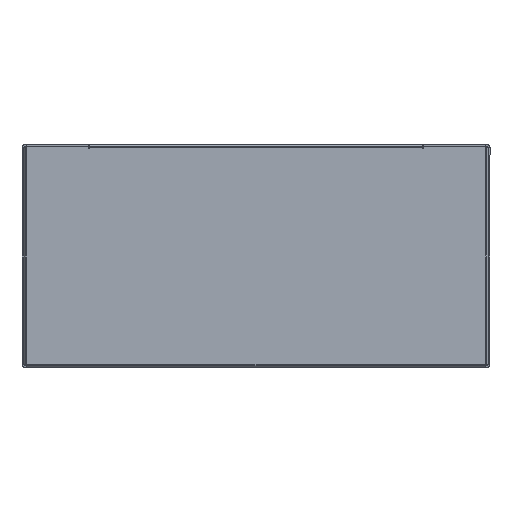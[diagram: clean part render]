
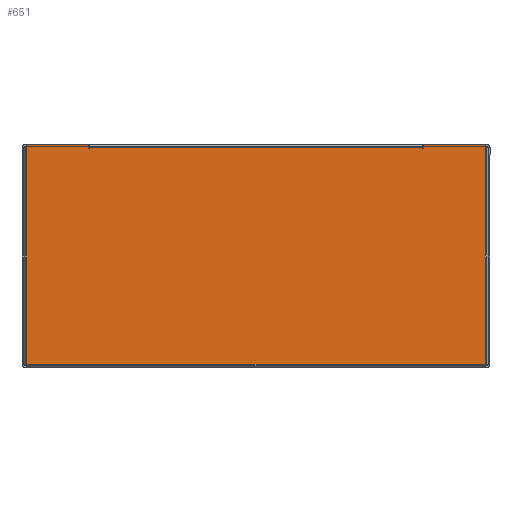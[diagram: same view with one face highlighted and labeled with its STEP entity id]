
A CAD part, front view. The second image highlights one B-rep face of the part: STEP entity #651.
In plain terms, the highlighted planar face has unit normal (0, -1, 0).
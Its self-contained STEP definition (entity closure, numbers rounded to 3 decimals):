
#106 = EDGE_CURVE ( 'NONE', #127, #1474, #14234, .T. ) ;
#127 = VERTEX_POINT ( 'NONE', #18855 ) ;
#651 = ADVANCED_FACE ( 'NONE', ( #5390 ), #13264, .F. ) ;
#764 = DIRECTION ( 'NONE',  ( 0., 0., 1. ) ) ;
#765 = VERTEX_POINT ( 'NONE', #4678 ) ;
#782 = LINE ( 'NONE', #17908, #12820 ) ;
#895 = ORIENTED_EDGE ( 'NONE', *, *, #13510, .F. ) ;
#1256 = DIRECTION ( 'NONE',  ( 1., 0., 0. ) ) ;
#1414 = LINE ( 'NONE', #15112, #17951 ) ;
#1474 = VERTEX_POINT ( 'NONE', #4441 ) ;
#1738 = ORIENTED_EDGE ( 'NONE', *, *, #2465, .T. ) ;
#1880 = LINE ( 'NONE', #3481, #17429 ) ;
#2339 = ORIENTED_EDGE ( 'NONE', *, *, #16682, .T. ) ;
#2465 = EDGE_CURVE ( 'NONE', #1474, #17666, #12722, .T. ) ;
#2535 = VERTEX_POINT ( 'NONE', #3646 ) ;
#2580 = CARTESIAN_POINT ( 'NONE',  ( 373.99, -635.5, 178.5 ) ) ;
#2751 = CARTESIAN_POINT ( 'NONE',  ( 373.99, -635.5, 0. ) ) ;
#2841 = EDGE_CURVE ( 'NONE', #9247, #2535, #10705, .T. ) ;
#2881 = VERTEX_POINT ( 'NONE', #17329 ) ;
#2987 = ORIENTED_EDGE ( 'NONE', *, *, #12632, .F. ) ;
#3199 = ORIENTED_EDGE ( 'NONE', *, *, #106, .T. ) ;
#3481 = CARTESIAN_POINT ( 'NONE',  ( 0., -635.5, 178.5 ) ) ;
#3646 = CARTESIAN_POINT ( 'NONE',  ( 54.5, -635.5, 176. ) ) ;
#3897 = EDGE_LOOP ( 'NONE', ( #10128, #10598, #11537, #14021, #2987, #10721, #895, #18503, #3199, #1738, #17181, #10299, #18453, #2339 ) ) ;
#4441 = CARTESIAN_POINT ( 'NONE',  ( 4.01, -635.5, 176. ) ) ;
#4678 = CARTESIAN_POINT ( 'NONE',  ( 373.99, -635.5, 1. ) ) ;
#4902 = EDGE_CURVE ( 'NONE', #5016, #127, #16064, .T. ) ;
#4922 = LINE ( 'NONE', #12688, #9604 ) ;
#5016 = VERTEX_POINT ( 'NONE', #13566 ) ;
#5231 = CARTESIAN_POINT ( 'NONE',  ( 53.75, -635.5, 0. ) ) ;
#5390 = FACE_OUTER_BOUND ( 'NONE', #3897, .T. ) ;
#5417 = CARTESIAN_POINT ( 'NONE',  ( 373.99, -635.5, 0. ) ) ;
#5666 = DIRECTION ( 'NONE',  ( 0., 0., 1. ) ) ;
#5753 = LINE ( 'NONE', #17943, #19219 ) ;
#5801 = CARTESIAN_POINT ( 'NONE',  ( 0., -635.5, 0. ) ) ;
#6351 = DIRECTION ( 'NONE',  ( 0., 0., -1. ) ) ;
#6449 = VERTEX_POINT ( 'NONE', #10856 ) ;
#6725 = VERTEX_POINT ( 'NONE', #2580 ) ;
#6901 = CARTESIAN_POINT ( 'NONE',  ( 324.25, -635.5, 0. ) ) ;
#6949 = VECTOR ( 'NONE', #1256, 1000. ) ;
#6970 = EDGE_CURVE ( 'NONE', #6449, #2881, #5753, .T. ) ;
#7135 = DIRECTION ( 'NONE',  ( 0., 0., 1. ) ) ;
#7346 = VECTOR ( 'NONE', #764, 1000. ) ;
#7393 = CARTESIAN_POINT ( 'NONE',  ( 0., -635.5, 175.25 ) ) ;
#7545 = DIRECTION ( 'NONE',  ( 0., 0., 1. ) ) ;
#7612 = CARTESIAN_POINT ( 'NONE',  ( 324.25, -635.5, 178.5 ) ) ;
#7757 = EDGE_CURVE ( 'NONE', #10140, #9751, #14768, .T. ) ;
#8053 = VECTOR ( 'NONE', #7135, 1000. ) ;
#8159 = VECTOR ( 'NONE', #11112, 1000. ) ;
#8401 = VERTEX_POINT ( 'NONE', #19880 ) ;
#8746 = DIRECTION ( 'NONE',  ( 0., 0., -1. ) ) ;
#8861 = CARTESIAN_POINT ( 'NONE',  ( 323.5, -635.5, 176. ) ) ;
#9247 = VERTEX_POINT ( 'NONE', #8861 ) ;
#9345 = VERTEX_POINT ( 'NONE', #12676 ) ;
#9385 = CARTESIAN_POINT ( 'NONE',  ( 324.25, -635.5, 175.25 ) ) ;
#9580 = LINE ( 'NONE', #5231, #16640 ) ;
#9604 = VECTOR ( 'NONE', #18918, 1000. ) ;
#9630 = DIRECTION ( 'NONE',  ( -1., 0., 0. ) ) ;
#9751 = VERTEX_POINT ( 'NONE', #7612 ) ;
#10128 = ORIENTED_EDGE ( 'NONE', *, *, #7757, .F. ) ;
#10140 = VERTEX_POINT ( 'NONE', #9385 ) ;
#10280 = VECTOR ( 'NONE', #18452, 1000. ) ;
#10299 = ORIENTED_EDGE ( 'NONE', *, *, #16236, .T. ) ;
#10598 = ORIENTED_EDGE ( 'NONE', *, *, #11317, .F. ) ;
#10705 = LINE ( 'NONE', #12311, #10280 ) ;
#10721 = ORIENTED_EDGE ( 'NONE', *, *, #6970, .F. ) ;
#10856 = CARTESIAN_POINT ( 'NONE',  ( 53.75, -635.5, 175.25 ) ) ;
#11112 = DIRECTION ( 'NONE',  ( 0., 0., -1. ) ) ;
#11223 = CARTESIAN_POINT ( 'NONE',  ( 4.01, -635.5, 176. ) ) ;
#11317 = EDGE_CURVE ( 'NONE', #8401, #10140, #16564, .T. ) ;
#11537 = ORIENTED_EDGE ( 'NONE', *, *, #15165, .F. ) ;
#11710 = AXIS2_PLACEMENT_3D ( 'NONE', #5801, #16370, #16174 ) ;
#11904 = DIRECTION ( 'NONE',  ( 1., 0., 0. ) ) ;
#12311 = CARTESIAN_POINT ( 'NONE',  ( 323.5, -635.5, 176. ) ) ;
#12525 = CARTESIAN_POINT ( 'NONE',  ( 4.01, -635.5, 0. ) ) ;
#12632 = EDGE_CURVE ( 'NONE', #2881, #2535, #1414, .T. ) ;
#12676 = CARTESIAN_POINT ( 'NONE',  ( 373.99, -635.5, 176. ) ) ;
#12688 = CARTESIAN_POINT ( 'NONE',  ( 4.01, -635.5, 1. ) ) ;
#12722 = LINE ( 'NONE', #11223, #13843 ) ;
#12820 = VECTOR ( 'NONE', #8746, 1000. ) ;
#12908 = VECTOR ( 'NONE', #5666, 1000. ) ;
#13264 = PLANE ( 'NONE',  #11710 ) ;
#13510 = EDGE_CURVE ( 'NONE', #5016, #6449, #9580, .T. ) ;
#13566 = CARTESIAN_POINT ( 'NONE',  ( 53.75, -635.5, 178.5 ) ) ;
#13843 = VECTOR ( 'NONE', #17454, 1000. ) ;
#14021 = ORIENTED_EDGE ( 'NONE', *, *, #2841, .T. ) ;
#14228 = CARTESIAN_POINT ( 'NONE',  ( 4.01, -635.5, 1. ) ) ;
#14234 = LINE ( 'NONE', #12525, #8159 ) ;
#14768 = LINE ( 'NONE', #6901, #7346 ) ;
#14933 = EDGE_CURVE ( 'NONE', #765, #17666, #4922, .T. ) ;
#15112 = CARTESIAN_POINT ( 'NONE',  ( 54.5, -635.5, 0. ) ) ;
#15165 = EDGE_CURVE ( 'NONE', #9247, #8401, #782, .T. ) ;
#15512 = CARTESIAN_POINT ( 'NONE',  ( 0., -635.5, 178.5 ) ) ;
#15604 = DIRECTION ( 'NONE',  ( -1., 0., 0. ) ) ;
#16064 = LINE ( 'NONE', #15512, #16888 ) ;
#16174 = DIRECTION ( 'NONE',  ( 0., 0., 1. ) ) ;
#16198 = LINE ( 'NONE', #5417, #8053 ) ;
#16236 = EDGE_CURVE ( 'NONE', #765, #9345, #17765, .T. ) ;
#16370 = DIRECTION ( 'NONE',  ( 0., 1., 0. ) ) ;
#16564 = LINE ( 'NONE', #7393, #6949 ) ;
#16640 = VECTOR ( 'NONE', #6351, 1000. ) ;
#16682 = EDGE_CURVE ( 'NONE', #6725, #9751, #1880, .T. ) ;
#16888 = VECTOR ( 'NONE', #15604, 1000. ) ;
#17181 = ORIENTED_EDGE ( 'NONE', *, *, #14933, .F. ) ;
#17329 = CARTESIAN_POINT ( 'NONE',  ( 54.5, -635.5, 175.25 ) ) ;
#17429 = VECTOR ( 'NONE', #9630, 1000. ) ;
#17454 = DIRECTION ( 'NONE',  ( 0., 0., -1. ) ) ;
#17666 = VERTEX_POINT ( 'NONE', #14228 ) ;
#17765 = LINE ( 'NONE', #2751, #12908 ) ;
#17908 = CARTESIAN_POINT ( 'NONE',  ( 323.5, -635.5, 0. ) ) ;
#17943 = CARTESIAN_POINT ( 'NONE',  ( 0., -635.5, 175.25 ) ) ;
#17951 = VECTOR ( 'NONE', #7545, 1000. ) ;
#18452 = DIRECTION ( 'NONE',  ( -1., 0., 0. ) ) ;
#18453 = ORIENTED_EDGE ( 'NONE', *, *, #19386, .T. ) ;
#18503 = ORIENTED_EDGE ( 'NONE', *, *, #4902, .T. ) ;
#18855 = CARTESIAN_POINT ( 'NONE',  ( 4.01, -635.5, 178.5 ) ) ;
#18918 = DIRECTION ( 'NONE',  ( -1., 0., 0. ) ) ;
#19219 = VECTOR ( 'NONE', #11904, 1000. ) ;
#19386 = EDGE_CURVE ( 'NONE', #9345, #6725, #16198, .T. ) ;
#19880 = CARTESIAN_POINT ( 'NONE',  ( 323.5, -635.5, 175.25 ) ) ;
